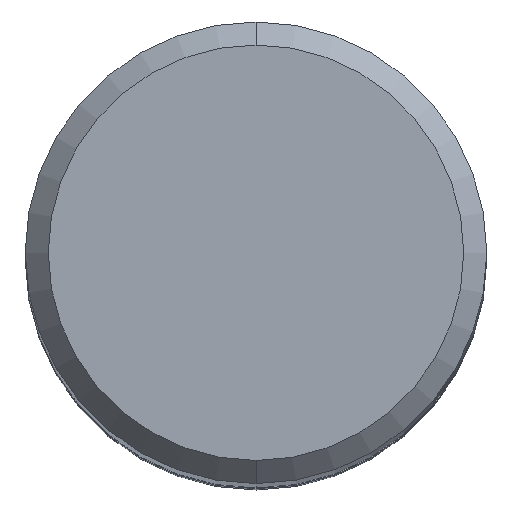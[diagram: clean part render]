
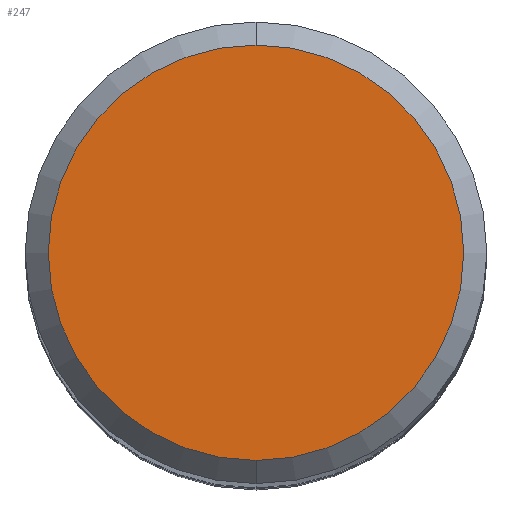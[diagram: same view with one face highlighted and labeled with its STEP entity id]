
A CAD part, top view. The second image highlights one B-rep face of the part: STEP entity #247.
In plain terms, the highlighted planar face has unit normal (0, 0, 1).
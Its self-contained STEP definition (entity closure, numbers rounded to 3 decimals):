
#193=EDGE_CURVE('',#465,#265,#508,.T.);
#247=ADVANCED_FACE('',(#569),#570,.T.);
#265=VERTEX_POINT('',#591);
#297=EDGE_CURVE('',#265,#465,#625,.T.);
#465=VERTEX_POINT('',#813);
#508=CIRCLE('',#877,4.5);
#569=FACE_OUTER_BOUND('',#989,.T.);
#570=PLANE('',#990);
#591=CARTESIAN_POINT('',(0.0,4.5,0.0));
#625=CIRCLE('',#1135,4.5);
#813=CARTESIAN_POINT('',(0.,-4.5,0.0));
#877=AXIS2_PLACEMENT_3D('',#1516,#1517,#1518);
#989=EDGE_LOOP('',(#1592,#1593));
#990=AXIS2_PLACEMENT_3D('',#1594,#1595,#1596);
#1135=AXIS2_PLACEMENT_3D('',#1663,#1664,#1665);
#1516=CARTESIAN_POINT('',(0.0,0.0,0.0));
#1517=DIRECTION('',(0.0,0.0,-1.0));
#1518=DIRECTION('',(0.0,1.0,0.0));
#1592=ORIENTED_EDGE('',*,*,#297,.F.);
#1593=ORIENTED_EDGE('',*,*,#193,.F.);
#1594=CARTESIAN_POINT('',(0.0,2.25,0.0));
#1595=DIRECTION('',(-0.0,0.0,1.0));
#1596=DIRECTION('',(0.0,-1.0,0.0));
#1663=CARTESIAN_POINT('',(0.0,0.0,0.0));
#1664=DIRECTION('',(0.0,0.0,-1.0));
#1665=DIRECTION('',(0.0,1.0,0.0));
